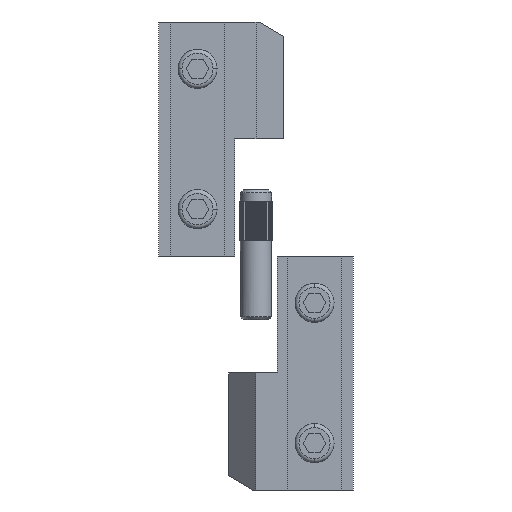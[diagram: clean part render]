
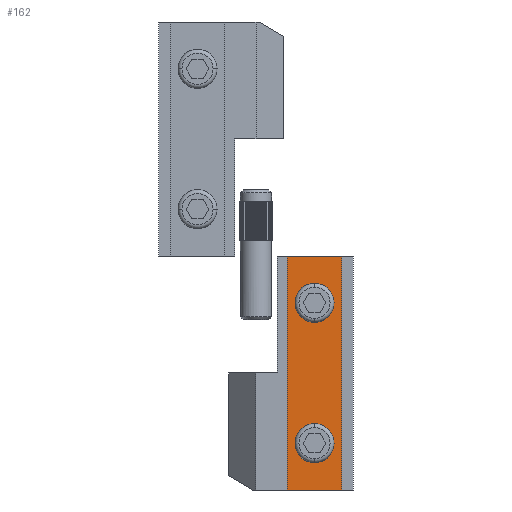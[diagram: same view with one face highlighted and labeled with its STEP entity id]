
A CAD part, front view. The second image highlights one B-rep face of the part: STEP entity #162.
In plain terms, the highlighted planar face has unit normal (0, -1, 0).
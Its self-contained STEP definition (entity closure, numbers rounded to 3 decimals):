
#77 = EDGE_CURVE ( 'NONE', #394, #2672, #4614, .T. ) ;
#162 = ADVANCED_FACE ( 'NONE', ( #9994, #10756, #6689 ), #2555, .F. ) ;
#252 = CIRCLE ( 'NONE', #437, 3.375 ) ;
#296 = VERTEX_POINT ( 'NONE', #3543 ) ;
#394 = VERTEX_POINT ( 'NONE', #1238 ) ;
#426 = CARTESIAN_POINT ( 'NONE',  ( 22., -43.35, -30. ) ) ;
#437 = AXIS2_PLACEMENT_3D ( 'NONE', #1274, #4637, #4691 ) ;
#552 = DIRECTION ( 'NONE',  ( 1., 0., 0. ) ) ;
#851 = DIRECTION ( 'NONE',  ( -1., 0., 0. ) ) ;
#906 = CARTESIAN_POINT ( 'NONE',  ( 22., -43.35, -90. ) ) ;
#927 = LINE ( 'NONE', #9201, #8182 ) ;
#1052 = AXIS2_PLACEMENT_3D ( 'NONE', #1846, #3503, #5202 ) ;
#1071 = EDGE_LOOP ( 'NONE', ( #7080, #10156, #7306, #4095 ) ) ;
#1238 = CARTESIAN_POINT ( 'NONE',  ( 22., -43.35, -30. ) ) ;
#1256 = AXIS2_PLACEMENT_3D ( 'NONE', #4056, #8155, #6630 ) ;
#1266 = DIRECTION ( 'NONE',  ( 0., 1., 0. ) ) ;
#1274 = CARTESIAN_POINT ( 'NONE',  ( 15., -43.35, -78. ) ) ;
#1338 = DIRECTION ( 'NONE',  ( -1., 0., 0. ) ) ;
#1425 = EDGE_CURVE ( 'NONE', #1813, #394, #10619, .T. ) ;
#1484 = EDGE_CURVE ( 'NONE', #296, #8558, #4763, .T. ) ;
#1689 = DIRECTION ( 'NONE',  ( 0., 0., 1. ) ) ;
#1813 = VERTEX_POINT ( 'NONE', #1939 ) ;
#1826 = ORIENTED_EDGE ( 'NONE', *, *, #3676, .T. ) ;
#1846 = CARTESIAN_POINT ( 'NONE',  ( 15., -43.35, -42. ) ) ;
#1852 = DIRECTION ( 'NONE',  ( -1., 0., 0. ) ) ;
#1939 = CARTESIAN_POINT ( 'NONE',  ( 8., -43.35, -30. ) ) ;
#2555 = PLANE ( 'NONE',  #1256 ) ;
#2672 = VERTEX_POINT ( 'NONE', #2733 ) ;
#2733 = CARTESIAN_POINT ( 'NONE',  ( 22., -43.35, -90. ) ) ;
#3007 = CARTESIAN_POINT ( 'NONE',  ( 15., -43.35, -45.375 ) ) ;
#3059 = ORIENTED_EDGE ( 'NONE', *, *, #1484, .T. ) ;
#3409 = ORIENTED_EDGE ( 'NONE', *, *, #9746, .T. ) ;
#3503 = DIRECTION ( 'NONE',  ( 0., 1., 0. ) ) ;
#3543 = CARTESIAN_POINT ( 'NONE',  ( 15., -43.35, -38.625 ) ) ;
#3676 = EDGE_CURVE ( 'NONE', #8558, #296, #8046, .T. ) ;
#3779 = DIRECTION ( 'NONE',  ( 0., 0., -1. ) ) ;
#4014 = CARTESIAN_POINT ( 'NONE',  ( 8., -43.35, -30. ) ) ;
#4056 = CARTESIAN_POINT ( 'NONE',  ( 22., -43.35, -90. ) ) ;
#4095 = ORIENTED_EDGE ( 'NONE', *, *, #8782, .F. ) ;
#4614 = LINE ( 'NONE', #426, #8949 ) ;
#4637 = DIRECTION ( 'NONE',  ( 0., 1., 0. ) ) ;
#4691 = DIRECTION ( 'NONE',  ( -1., 0., 0. ) ) ;
#4763 = CIRCLE ( 'NONE', #1052, 3.375 ) ;
#5036 = AXIS2_PLACEMENT_3D ( 'NONE', #10347, #6045, #1852 ) ;
#5108 = VERTEX_POINT ( 'NONE', #7121 ) ;
#5202 = DIRECTION ( 'NONE',  ( -1., 0., 0. ) ) ;
#5339 = EDGE_CURVE ( 'NONE', #5108, #8206, #252, .T. ) ;
#5920 = ORIENTED_EDGE ( 'NONE', *, *, #5339, .T. ) ;
#6045 = DIRECTION ( 'NONE',  ( 0., 1., 0. ) ) ;
#6630 = DIRECTION ( 'NONE',  ( 1., 0., 0. ) ) ;
#6689 = FACE_BOUND ( 'NONE', #7389, .T. ) ;
#6721 = CARTESIAN_POINT ( 'NONE',  ( 8., -43.35, -90. ) ) ;
#7080 = ORIENTED_EDGE ( 'NONE', *, *, #77, .F. ) ;
#7121 = CARTESIAN_POINT ( 'NONE',  ( 15., -43.35, -81.375 ) ) ;
#7306 = ORIENTED_EDGE ( 'NONE', *, *, #9610, .F. ) ;
#7389 = EDGE_LOOP ( 'NONE', ( #3409, #5920 ) ) ;
#7493 = CIRCLE ( 'NONE', #5036, 3.375 ) ;
#7685 = CARTESIAN_POINT ( 'NONE',  ( 15., -43.35, -74.625 ) ) ;
#8031 = VERTEX_POINT ( 'NONE', #6721 ) ;
#8046 = CIRCLE ( 'NONE', #10654, 3.375 ) ;
#8155 = DIRECTION ( 'NONE',  ( 0., 1., 0. ) ) ;
#8182 = VECTOR ( 'NONE', #1689, 1000. ) ;
#8206 = VERTEX_POINT ( 'NONE', #7685 ) ;
#8558 = VERTEX_POINT ( 'NONE', #3007 ) ;
#8782 = EDGE_CURVE ( 'NONE', #2672, #8031, #9388, .T. ) ;
#8949 = VECTOR ( 'NONE', #3779, 1000. ) ;
#9201 = CARTESIAN_POINT ( 'NONE',  ( 8., -43.35, -90. ) ) ;
#9388 = LINE ( 'NONE', #906, #9733 ) ;
#9610 = EDGE_CURVE ( 'NONE', #8031, #1813, #927, .T. ) ;
#9649 = CARTESIAN_POINT ( 'NONE',  ( 15., -43.35, -42. ) ) ;
#9733 = VECTOR ( 'NONE', #851, 1000. ) ;
#9746 = EDGE_CURVE ( 'NONE', #8206, #5108, #7493, .T. ) ;
#9808 = VECTOR ( 'NONE', #552, 1000. ) ;
#9994 = FACE_OUTER_BOUND ( 'NONE', #1071, .T. ) ;
#10156 = ORIENTED_EDGE ( 'NONE', *, *, #1425, .F. ) ;
#10347 = CARTESIAN_POINT ( 'NONE',  ( 15., -43.35, -78. ) ) ;
#10619 = LINE ( 'NONE', #4014, #9808 ) ;
#10643 = EDGE_LOOP ( 'NONE', ( #3059, #1826 ) ) ;
#10654 = AXIS2_PLACEMENT_3D ( 'NONE', #9649, #1266, #1338 ) ;
#10756 = FACE_BOUND ( 'NONE', #10643, .T. ) ;
